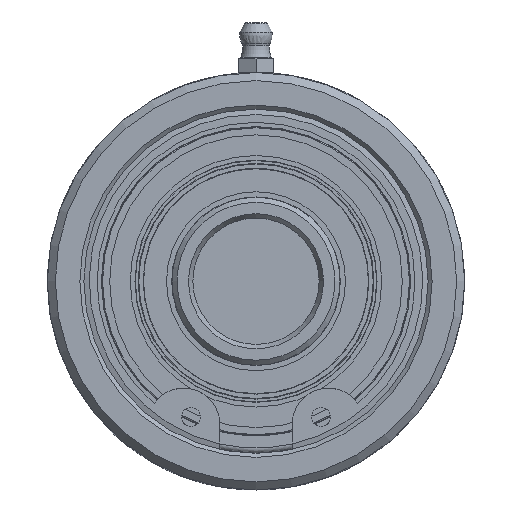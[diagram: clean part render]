
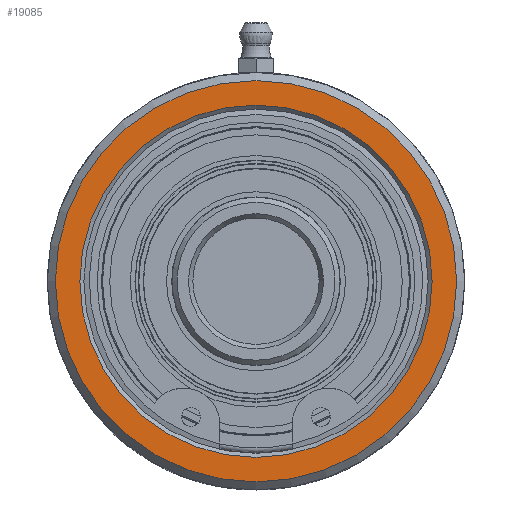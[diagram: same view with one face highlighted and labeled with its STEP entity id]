
A CAD part, left-side view. The second image highlights one B-rep face of the part: STEP entity #19085.
In plain terms, the highlighted planar face has unit normal (-1, 0, 0).
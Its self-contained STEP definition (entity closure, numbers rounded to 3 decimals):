
#207=FACE_BOUND('',#3211,.T.);
#550=PLANE('',#20217);
#2028=FACE_OUTER_BOUND('',#3210,.T.);
#3210=EDGE_LOOP('',(#17065));
#3211=EDGE_LOOP('',(#17066));
#6139=CIRCLE('',#20209,34.85);
#6143=CIRCLE('',#20218,39.7);
#8997=VERTEX_POINT('',#43607);
#9001=VERTEX_POINT('',#43623);
#11711=EDGE_CURVE('',#8997,#8997,#6139,.T.);
#11718=EDGE_CURVE('',#9001,#9001,#6143,.T.);
#17065=ORIENTED_EDGE('',*,*,#11718,.F.);
#17066=ORIENTED_EDGE('',*,*,#11711,.F.);
#19085=ADVANCED_FACE('',(#2028,#207),#550,.F.);
#20209=AXIS2_PLACEMENT_3D('',#43608,#23432,#23433);
#20217=AXIS2_PLACEMENT_3D('',#43622,#23451,#23452);
#20218=AXIS2_PLACEMENT_3D('',#43624,#23453,#23454);
#23432=DIRECTION('center_axis',(-1.,0.,0.));
#23433=DIRECTION('ref_axis',(0.,0.,
-1.));
#23451=DIRECTION('center_axis',(1.,0.,0.));
#23452=DIRECTION('ref_axis',(0.,0.,
1.));
#23453=DIRECTION('center_axis',(1.,0.,0.));
#23454=DIRECTION('ref_axis',(0.,0.,
1.));
#43607=CARTESIAN_POINT('',(42.01,0.,34.85));
#43608=CARTESIAN_POINT('Origin',(42.01,0.,0.));
#43622=CARTESIAN_POINT('Origin',(42.01,0.,-20.65));
#43623=CARTESIAN_POINT('',(42.01,0.,-39.7));
#43624=CARTESIAN_POINT('Origin',(42.01,0.,0.));
